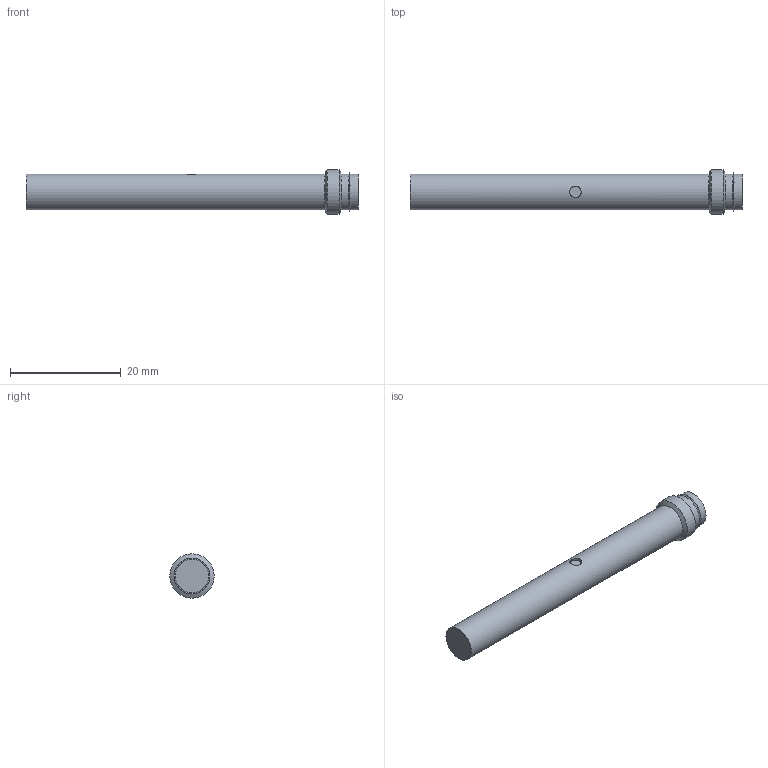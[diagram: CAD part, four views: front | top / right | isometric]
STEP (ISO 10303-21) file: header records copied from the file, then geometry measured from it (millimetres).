
FILE_DESCRIPTION( ( 'STEP AP214' ), '1' );
FILE_NAME( 'DW-AS-503-065-001.stp', '2022-01-26T11:47:43', ( 'License CC BY-ND 4.0' ), ( 'CADENAS' ), ' ', 'PARTsolutions', ' ' );
FILE_SCHEMA( ( 'AUTOMOTIVE_DESIGN { 1 0 10303 214 1 1 1 1 }' ) );
Length unit declared in the file: millimetre
Products named in the file (1): _DW-AS-503-065-001
Bounding box: 60 x 8 x 8 mm (x, y, z)
Volume: 1910.1 mm3; surface area: 1475.2 mm2
Topology: 1 solids, 1 shells, 26 faces, 50 edges, 31 vertices
Faces by surface type: cylinder 12, plane 7, cone 4, sphere 3
Full cylindrical faces by diameter (mm): 0.84 x1, 1 x3, 2.1 x1, 5.8 x1, 6.1 x1, 6.15 x1, 6.5 x3, 8 x1
Entity records: 780 total; most frequent: CARTESIAN_POINT 113, DIRECTION 102, AXIS2_PLACEMENT_3D 51, EDGE_LOOP 50, ORIENTED_EDGE 50, FACE_OUTER_BOUND 38, VERTEX_POINT 28, STYLED_ITEM 26
